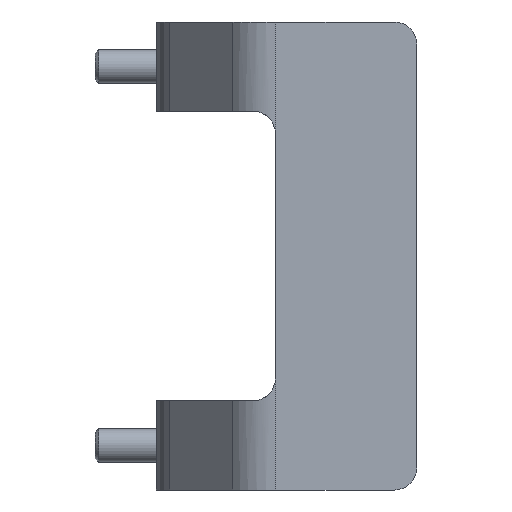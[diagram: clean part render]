
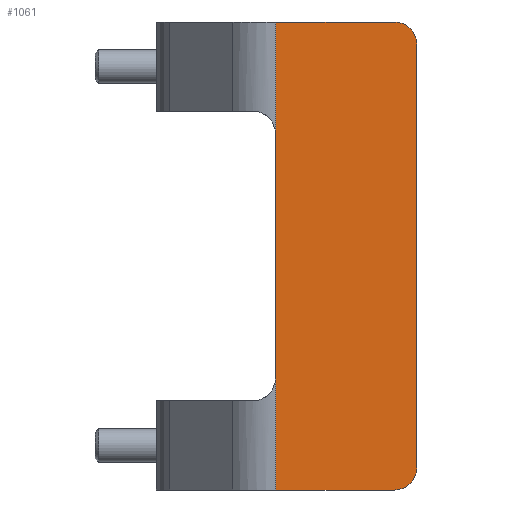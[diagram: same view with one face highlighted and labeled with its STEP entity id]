
A CAD part, front view. The second image highlights one B-rep face of the part: STEP entity #1061.
In plain terms, the highlighted planar face has unit normal (0, -1, 0).
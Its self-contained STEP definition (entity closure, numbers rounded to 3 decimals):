
#140=CIRCLE('',#1179,2.);
#141=CIRCLE('',#1180,2.);
#271=ORIENTED_EDGE('',*,*,#517,.T.);
#272=ORIENTED_EDGE('',*,*,#546,.F.);
#273=ORIENTED_EDGE('',*,*,#496,.F.);
#274=ORIENTED_EDGE('',*,*,#547,.F.);
#275=ORIENTED_EDGE('',*,*,#504,.F.);
#276=ORIENTED_EDGE('',*,*,#529,.T.);
#496=EDGE_CURVE('',#644,#645,#741,.T.);
#504=EDGE_CURVE('',#650,#651,#747,.T.);
#517=EDGE_CURVE('',#662,#661,#755,.T.);
#529=EDGE_CURVE('',#650,#662,#763,.T.);
#546=EDGE_CURVE('',#645,#661,#140,.T.);
#547=EDGE_CURVE('',#651,#644,#141,.T.);
#644=VERTEX_POINT('',#1619);
#645=VERTEX_POINT('',#1620);
#650=VERTEX_POINT('',#1633);
#651=VERTEX_POINT('',#1635);
#661=VERTEX_POINT('',#1658);
#662=VERTEX_POINT('',#1660);
#741=LINE('',#1618,#811);
#747=LINE('',#1634,#817);
#755=LINE('',#1659,#825);
#763=LINE('',#1683,#833);
#811=VECTOR('',#1308,1000.);
#817=VECTOR('',#1320,1000.);
#825=VECTOR('',#1340,1000.);
#833=VECTOR('',#1366,1000.);
#883=EDGE_LOOP('',(#271,#272,#273,#274,#275,#276));
#963=FACE_BOUND('',#883,.T.);
#1034=PLANE('',#1178);
#1061=ADVANCED_FACE('',(#963),#1034,.F.);
#1178=AXIS2_PLACEMENT_3D('',#1734,#1391,#1392);
#1179=AXIS2_PLACEMENT_3D('',#1735,#1393,#1394);
#1180=AXIS2_PLACEMENT_3D('',#1736,#1395,#1396);
#1308=DIRECTION('',(0.,0.,-1.));
#1320=DIRECTION('',(1.,0.,0.));
#1340=DIRECTION('',(1.,0.,0.));
#1366=DIRECTION('',(0.,0.,-1.));
#1391=DIRECTION('',(0.,1.,0.));
#1392=DIRECTION('',(0.,0.,1.));
#1393=DIRECTION('',(0.,1.,0.));
#1394=DIRECTION('',(1.,0.,0.));
#1395=DIRECTION('',(0.,1.,0.));
#1396=DIRECTION('',(1.,0.,0.));
#1618=CARTESIAN_POINT('',(0.,0.,21.));
#1619=CARTESIAN_POINT('',(0.,0.,19.));
#1620=CARTESIAN_POINT('',(0.,0.,-19.));
#1633=CARTESIAN_POINT('',(-12.668,0.,21.));
#1634=CARTESIAN_POINT('',(-12.668,0.,21.));
#1635=CARTESIAN_POINT('',(-2.,0.,21.));
#1658=CARTESIAN_POINT('',(-2.,0.,-21.));
#1659=CARTESIAN_POINT('',(-12.668,0.,-21.));
#1660=CARTESIAN_POINT('',(-12.668,0.,-21.));
#1683=CARTESIAN_POINT('',(-12.668,0.,21.));
#1734=CARTESIAN_POINT('',(-12.668,0.,21.));
#1735=CARTESIAN_POINT('',(-2.,0.,-19.));
#1736=CARTESIAN_POINT('',(-2.,0.,19.));
